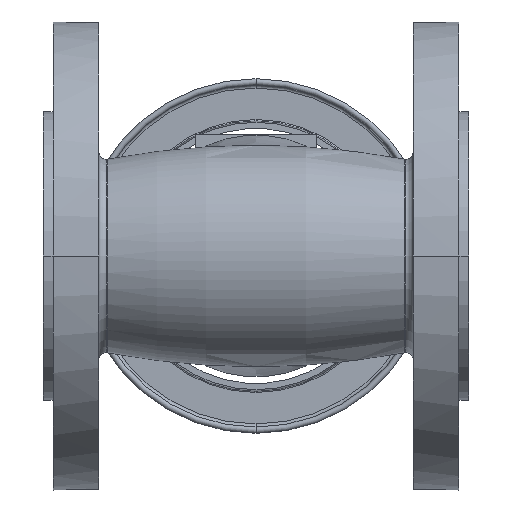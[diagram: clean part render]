
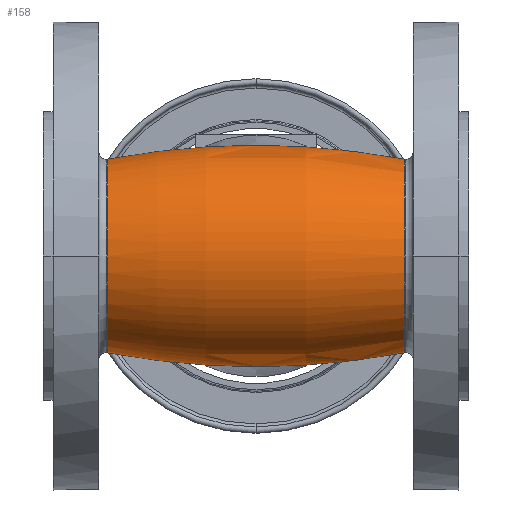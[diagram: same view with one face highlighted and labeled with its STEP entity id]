
A CAD part, front view. The second image highlights one B-rep face of the part: STEP entity #158.
In plain terms, the highlighted toroidal (fillet/blend) face has major radius 243.773 mm and minor radius 282.773 mm.
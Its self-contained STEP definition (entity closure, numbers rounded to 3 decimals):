
#158 = ADVANCED_FACE( '', ( #328 ), #329, .T. );
#328 = FACE_OUTER_BOUND( '', #616, .T. );
#329 = TOROIDAL_SURFACE( '', #617, -243.773, 282.773 );
#616 = EDGE_LOOP( '', ( #1106, #1107, #1108, #1109, #1110, #1111 ) );
#617 = AXIS2_PLACEMENT_3D( '', #1112, #1113, #1114 );
#1106 = ORIENTED_EDGE( '', *, *, #2007, .T. );
#1107 = ORIENTED_EDGE( '', *, *, #2014, .F. );
#1108 = ORIENTED_EDGE( '', *, *, #2003, .T. );
#1109 = ORIENTED_EDGE( '', *, *, #2000, .T. );
#1110 = ORIENTED_EDGE( '', *, *, #1922, .T. );
#1111 = ORIENTED_EDGE( '', *, *, #1997, .T. );
#1112 = CARTESIAN_POINT( '', ( 75., 0., 0. ) );
#1113 = DIRECTION( '', ( 1., 0., 0. ) );
#1114 = DIRECTION( '', ( 0., 0., -1. ) );
#1922 = EDGE_CURVE( '', #2252, #2277, #2279, .T. );
#1997 = EDGE_CURVE( '', #2277, #2423, #2424, .T. );
#2000 = EDGE_CURVE( '', #2428, #2252, #2429, .T. );
#2003 = EDGE_CURVE( '', #2433, #2428, #2434, .T. );
#2007 = EDGE_CURVE( '', #2423, #2440, #2441, .T. );
#2014 = EDGE_CURVE( '', #2433, #2440, #2450, .T. );
#2252 = VERTEX_POINT( '', #2820 );
#2277 = VERTEX_POINT( '', #2902 );
#2279 = CIRCLE( '', #2904, 34.143 );
#2423 = VERTEX_POINT( '', #3162 );
#2424 = CIRCLE( '', #3163, 282.773 );
#2428 = VERTEX_POINT( '', #3213 );
#2429 = CIRCLE( '', #3214, 282.773 );
#2433 = VERTEX_POINT( '', #3264 );
#2434 = CIRCLE( '', #3265, 282.773 );
#2440 = VERTEX_POINT( '', #3317 );
#2441 = CIRCLE( '', #3318, 282.773 );
#2450 = CIRCLE( '', #3392, 34.143 );
#2820 = CARTESIAN_POINT( '', ( 22.817, 0., 34.143 ) );
#2902 = CARTESIAN_POINT( '', ( 22.817, 0., -34.143 ) );
#2904 = AXIS2_PLACEMENT_3D( '', #4378, #4379, #4380 );
#3162 = CARTESIAN_POINT( '', ( 75., 0., -39. ) );
#3163 = AXIS2_PLACEMENT_3D( '', #4521, #4522, #4523 );
#3213 = CARTESIAN_POINT( '', ( 75., 0., 39. ) );
#3214 = AXIS2_PLACEMENT_3D( '', #4524, #4525, #4526 );
#3264 = CARTESIAN_POINT( '', ( 127.183, 0., 34.143 ) );
#3265 = AXIS2_PLACEMENT_3D( '', #4527, #4528, #4529 );
#3317 = CARTESIAN_POINT( '', ( 127.183, 0., -34.143 ) );
#3318 = AXIS2_PLACEMENT_3D( '', #4533, #4534, #4535 );
#3392 = AXIS2_PLACEMENT_3D( '', #4545, #4546, #4547 );
#4378 = CARTESIAN_POINT( '', ( 22.817, 0., 0. ) );
#4379 = DIRECTION( '', ( 1., 0., 0. ) );
#4380 = DIRECTION( '', ( 0., -1., 0. ) );
#4521 = CARTESIAN_POINT( '', ( 75., 0., 243.773 ) );
#4522 = DIRECTION( '', ( 0., -1., 0. ) );
#4523 = DIRECTION( '', ( 0., 0., -1. ) );
#4524 = CARTESIAN_POINT( '', ( 75., 0., -243.773 ) );
#4525 = DIRECTION( '', ( 0., -1., 0. ) );
#4526 = DIRECTION( '', ( 0., 0., 1. ) );
#4527 = CARTESIAN_POINT( '', ( 75., 0., -243.773 ) );
#4528 = DIRECTION( '', ( 0., -1., 0. ) );
#4529 = DIRECTION( '', ( 0., 0., 1. ) );
#4533 = CARTESIAN_POINT( '', ( 75., 0., 243.773 ) );
#4534 = DIRECTION( '', ( 0., -1., 0. ) );
#4535 = DIRECTION( '', ( 0., 0., -1. ) );
#4545 = CARTESIAN_POINT( '', ( 127.183, 0., 0. ) );
#4546 = DIRECTION( '', ( 1., 0., 0. ) );
#4547 = DIRECTION( '', ( 0., -1., 0. ) );
